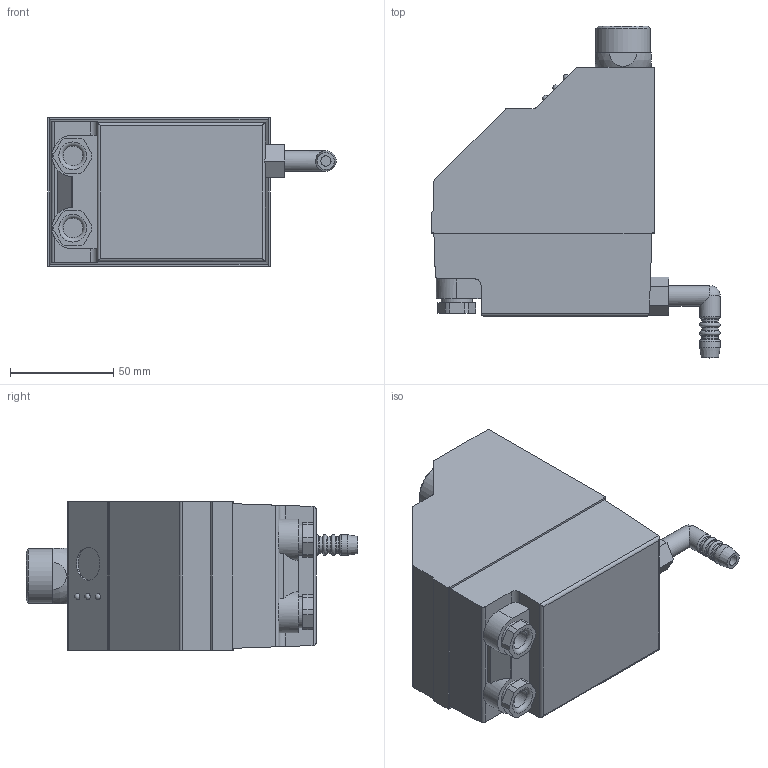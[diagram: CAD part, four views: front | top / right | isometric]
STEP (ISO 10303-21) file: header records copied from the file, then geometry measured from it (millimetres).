
FILE_DESCRIPTION(/* description */ ('STEP AP214'),/* implementation_level */ '2;1');
FILE_NAME(/* name */ '538679_PWEA-AC-6A',/* time_stamp */ '2024-09-14T00:40:01+02:00',/* author */ ('License CC BY-ND 4.0'),/* organization */ ('CADENAS'),/* preprocessor_version */ 'ST-DEVELOPER v19.3',/* originating_system */ 'PARTsolutions',/* authorisation */ ' ');
FILE_SCHEMA (('AUTOMOTIVE_DESIGN {1 0 10303 214 3 1 1}'));
Length unit declared in the file: millimetre
Products named in the file (1): 538679 PWEA-AC-6A
Bounding box: 139.62 x 160.7 x 72 mm (x, y, z)
Volume: 772750.6 mm3; surface area: 57498.1 mm2
Topology: 1 solids, 1 shells, 126 faces, 315 edges, 202 vertices
Faces by surface type: plane 65, cylinder 41, torus 12, sphere 5, cone 3
Full cylindrical faces by diameter (mm): 5 x1, 8 x3, 9.5 x2, 10 x3, 15.2 x2, 16 x1, 18.631 x1, 26.441 x1
Entity records: 3578 total; most frequent: DIRECTION 630, CARTESIAN_POINT 624, ORIENTED_EDGE 552, EDGE_CURVE 276, AXIS2_PLACEMENT_3D 235, VERTEX_POINT 197, EDGE_LOOP 171, FACE_BOUND 171
